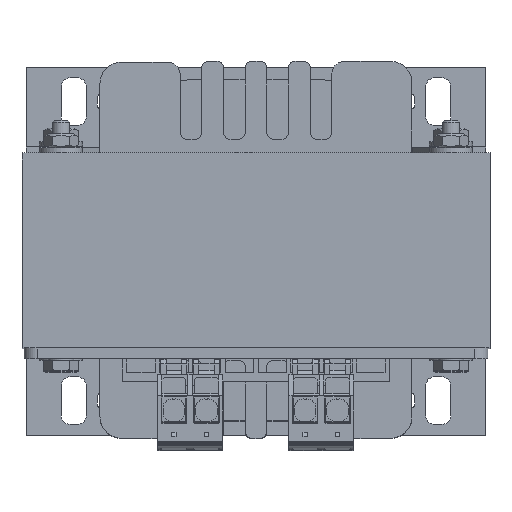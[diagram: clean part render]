
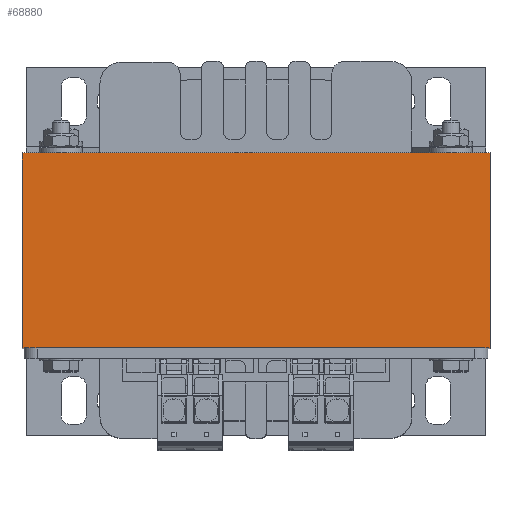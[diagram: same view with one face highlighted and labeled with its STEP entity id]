
A CAD part, top view. The second image highlights one B-rep face of the part: STEP entity #68880.
In plain terms, the highlighted planar face has unit normal (0, 0, 1).
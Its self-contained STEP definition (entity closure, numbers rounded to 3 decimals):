
#2262=FACE_OUTER_BOUND('',#5860,.T.);
#5860=EDGE_LOOP('',(#43951,#43952,#43953,#43954));
#9600=LINE('',#95537,#18407);
#9631=LINE('',#95615,#18438);
#9632=LINE('',#95617,#18439);
#9633=LINE('',#95618,#18440);
#18407=VECTOR('',#77406,1.);
#18438=VECTOR('',#77479,1.);
#18439=VECTOR('',#77480,1.);
#18440=VECTOR('',#77481,1.);
#27213=VERTEX_POINT('',#95533);
#27215=VERTEX_POINT('',#95536);
#27241=VERTEX_POINT('',#95614);
#27242=VERTEX_POINT('',#95616);
#33796=EDGE_CURVE('',#27215,#27213,#9600,.T.);
#33835=EDGE_CURVE('',#27241,#27213,#9631,.T.);
#33836=EDGE_CURVE('',#27241,#27242,#9632,.T.);
#33837=EDGE_CURVE('',#27242,#27215,#9633,.T.);
#43951=ORIENTED_EDGE('',*,*,#33835,.F.);
#43952=ORIENTED_EDGE('',*,*,#33836,.T.);
#43953=ORIENTED_EDGE('',*,*,#33837,.T.);
#43954=ORIENTED_EDGE('',*,*,#33796,.T.);
#64080=PLANE('',#72760);
#68880=ADVANCED_FACE('',(#2262),#64080,.T.);
#72760=AXIS2_PLACEMENT_3D('',#95613,#77477,#77478);
#77406=DIRECTION('',(1.,0.,0.));
#77477=DIRECTION('center_axis',(0.,0.,1.));
#77478=DIRECTION('ref_axis',(0.,-1.,0.));
#77479=DIRECTION('',(0.,-1.,0.));
#77480=DIRECTION('',(-1.,0.,0.));
#77481=DIRECTION('',(0.,-1.,0.));
#95533=CARTESIAN_POINT('',(372.443,-104.639,62.5));
#95536=CARTESIAN_POINT('',(264.443,-104.639,62.5));
#95537=CARTESIAN_POINT('',(372.443,-104.639,62.5));
#95613=CARTESIAN_POINT('Origin',(264.443,-59.639,62.5));
#95614=CARTESIAN_POINT('',(372.443,-59.639,62.5));
#95615=CARTESIAN_POINT('',(372.443,-59.639,62.5));
#95616=CARTESIAN_POINT('',(264.443,-59.639,62.5));
#95617=CARTESIAN_POINT('',(372.443,-59.639,62.5));
#95618=CARTESIAN_POINT('',(264.443,-59.639,62.5));
